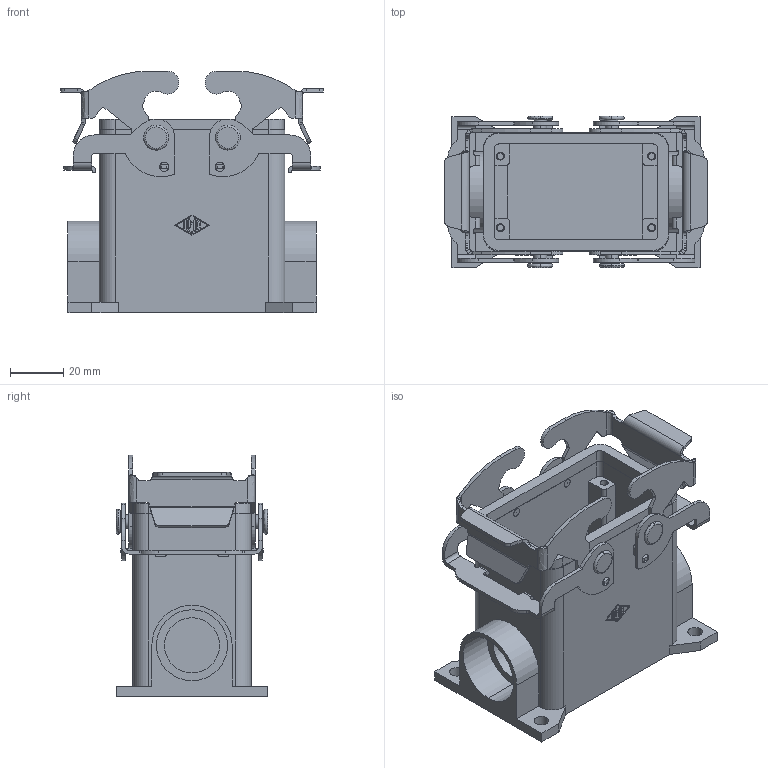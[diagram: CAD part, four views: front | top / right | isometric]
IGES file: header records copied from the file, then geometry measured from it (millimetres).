
Start section: Elysium IGES Interface
Global section: file name: C7AP_10.21.igs; native system: Creo Elements/Direct Modeling 18.0B  02-Dec-2011; preprocessor: Creo Element/Direct IGES_3D V2.2; author: Unknown; organization: Unknown; date: 20140901.093748; units: millimetre
Bounding box: 98.97 x 57 x 91 mm (x, y, z)
Volume: 102414.5 mm3; surface area: 59434.9 mm2
Topology: 3 solids, 3 shells, 613 faces, 1649 edges, 1078 vertices
Faces by surface type: bspline 613
